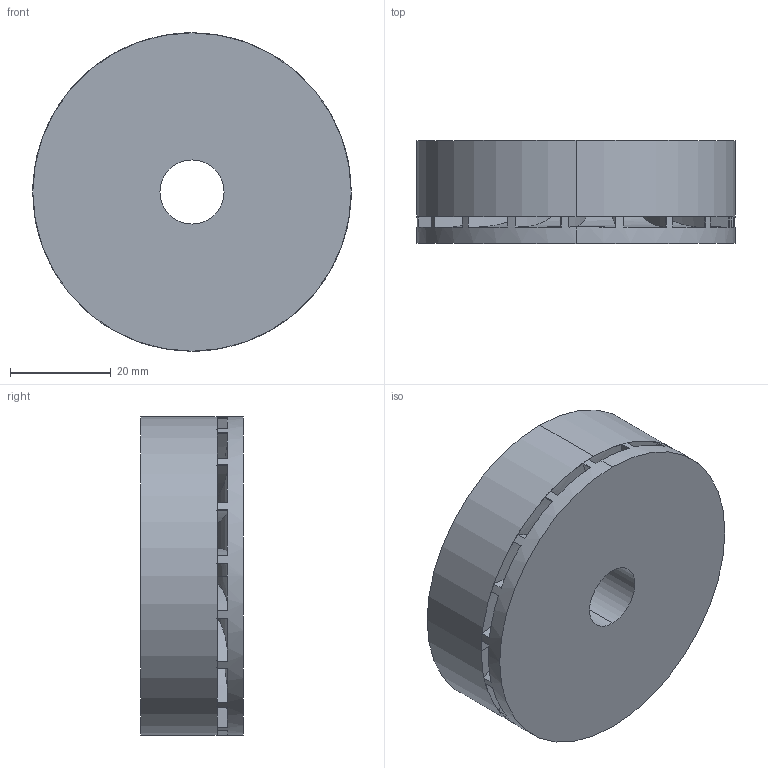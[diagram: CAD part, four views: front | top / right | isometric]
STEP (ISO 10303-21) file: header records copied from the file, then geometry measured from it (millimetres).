
FILE_DESCRIPTION (( 'STEP AP214' ), '1' );
FILE_NAME ('[TP] Impeller.STEP', '2023-10-21T09:39:31', ( '' ), ( '' ), 'SwSTEP 2.0', 'SolidWorks 2022', '' );
FILE_SCHEMA (( 'AUTOMOTIVE_DESIGN' ));
Length unit declared in the file: inch
Products named in the file (1): [TP] Impeller
Bounding box: 63.05 x 20.32 x 63.05 mm (x, y, z)
Volume: 51885.9 mm3; surface area: 18254 mm2
Topology: 1 solids, 1 shells, 89 faces, 319 edges, 212 vertices
Faces by surface type: cylinder 43, bspline 42, cone 2, plane 2
Entity records: 6263 total; most frequent: CARTESIAN_POINT 3709, ORIENTED_EDGE 638, DIRECTION 391, EDGE_CURVE 319, VERTEX_POINT 212, AXIS2_PLACEMENT_3D 146, B_SPLINE_CURVE_WITH_KNOTS 122, EDGE_LOOP 107
